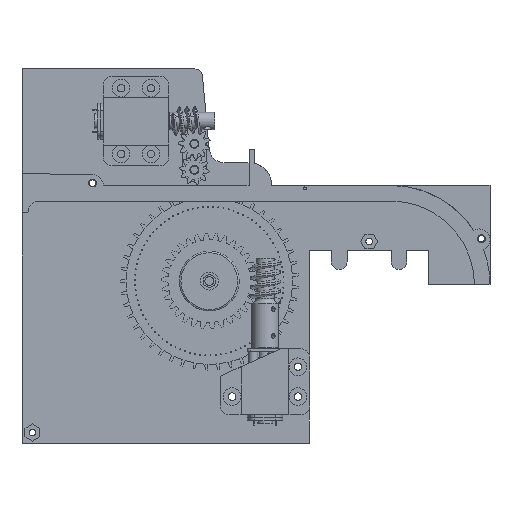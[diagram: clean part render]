
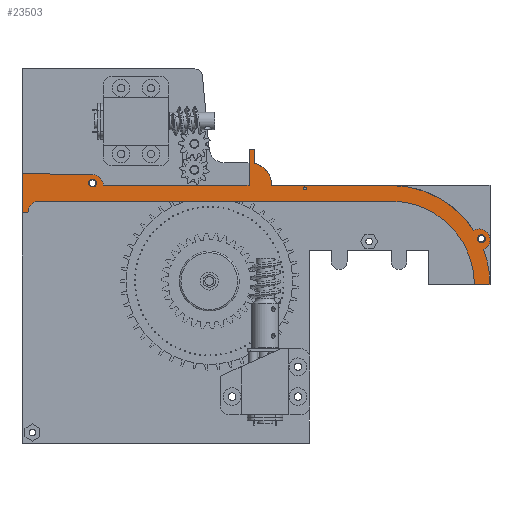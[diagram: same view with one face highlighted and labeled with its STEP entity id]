
A CAD part, front view. The second image highlights one B-rep face of the part: STEP entity #23503.
In plain terms, the highlighted planar face has unit normal (0, -1, 0).
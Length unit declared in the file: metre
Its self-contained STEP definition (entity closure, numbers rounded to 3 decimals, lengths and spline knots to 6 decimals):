
#2293=LINE('',#41650,#4568);
#2298=LINE('',#41665,#4573);
#2307=LINE('',#41687,#4582);
#2310=LINE('',#41693,#4585);
#2313=LINE('',#41698,#4588);
#2318=LINE('',#41711,#4593);
#2320=LINE('',#41715,#4595);
#2324=LINE('',#41723,#4599);
#2328=LINE('',#41735,#4603);
#2333=LINE('',#41749,#4608);
#2340=LINE('',#41770,#4615);
#4568=VECTOR('',#31003,1.);
#4573=VECTOR('',#31016,1.);
#4582=VECTOR('',#31035,1.);
#4585=VECTOR('',#31040,1.);
#4588=VECTOR('',#31045,1.);
#4593=VECTOR('',#31058,1.);
#4595=VECTOR('',#31062,1.);
#4599=VECTOR('',#31068,1.);
#4603=VECTOR('',#31080,1.);
#4608=VECTOR('',#31093,1.);
#4615=VECTOR('',#31114,1.);
#5913=PLANE('',#25673);
#11479=ORIENTED_EDGE('',*,*,#15146,.F.);
#11480=ORIENTED_EDGE('',*,*,#15149,.T.);
#11481=ORIENTED_EDGE('',*,*,#15157,.T.);
#11482=ORIENTED_EDGE('',*,*,#15161,.F.);
#11483=ORIENTED_EDGE('',*,*,#15164,.F.);
#11484=ORIENTED_EDGE('',*,*,#15167,.T.);
#11485=ORIENTED_EDGE('',*,*,#15142,.T.);
#11486=ORIENTED_EDGE('',*,*,#15170,.T.);
#11487=ORIENTED_EDGE('',*,*,#15174,.F.);
#11488=ORIENTED_EDGE('',*,*,#15176,.T.);
#11489=ORIENTED_EDGE('',*,*,#15180,.T.);
#11490=ORIENTED_EDGE('',*,*,#15183,.F.);
#11491=ORIENTED_EDGE('',*,*,#15186,.F.);
#11492=ORIENTED_EDGE('',*,*,#15189,.T.);
#11493=ORIENTED_EDGE('',*,*,#15193,.F.);
#11494=ORIENTED_EDGE('',*,*,#15198,.F.);
#11495=ORIENTED_EDGE('',*,*,#15201,.T.);
#11496=ORIENTED_EDGE('',*,*,#15204,.F.);
#11497=ORIENTED_EDGE('',*,*,#15210,.T.);
#11498=ORIENTED_EDGE('',*,*,#15207,.F.);
#11499=ORIENTED_EDGE('',*,*,#15205,.F.);
#11500=ORIENTED_EDGE('',*,*,#15211,.F.);
#15142=EDGE_CURVE('',#17567,#17570,#2293,.T.);
#15146=EDGE_CURVE('',#17574,#17571,#18444,.T.);
#15149=EDGE_CURVE('',#17574,#17576,#2298,.T.);
#15157=EDGE_CURVE('',#17576,#17582,#18446,.T.);
#15161=EDGE_CURVE('',#17584,#17582,#2307,.T.);
#15164=EDGE_CURVE('',#17586,#17584,#2310,.T.);
#15167=EDGE_CURVE('',#17586,#17567,#2313,.T.);
#15170=EDGE_CURVE('',#17570,#17589,#18448,.T.);
#15174=EDGE_CURVE('',#17591,#17589,#2318,.T.);
#15176=EDGE_CURVE('',#17591,#17592,#2320,.T.);
#15180=EDGE_CURVE('',#17592,#17595,#2324,.T.);
#15183=EDGE_CURVE('',#17597,#17595,#18450,.T.);
#15186=EDGE_CURVE('',#17599,#17597,#2328,.T.);
#15189=EDGE_CURVE('',#17599,#17601,#18452,.T.);
#15193=EDGE_CURVE('',#17604,#17601,#2333,.T.);
#15198=EDGE_CURVE('',#17607,#17604,#18454,.T.);
#15201=EDGE_CURVE('',#17607,#17609,#18456,.T.);
#15204=EDGE_CURVE('',#17611,#17609,#2340,.T.);
#15205=EDGE_CURVE('',#17612,#17612,#18457,.T.);
#15207=EDGE_CURVE('',#17614,#17614,#18459,.T.);
#15210=EDGE_CURVE('',#17611,#17571,#18462,.T.);
#15211=EDGE_CURVE('',#17616,#17616,#18463,.T.);
#17567=VERTEX_POINT('',#41644);
#17570=VERTEX_POINT('',#41649);
#17571=VERTEX_POINT('',#41653);
#17574=VERTEX_POINT('',#41658);
#17576=VERTEX_POINT('',#41664);
#17582=VERTEX_POINT('',#41679);
#17584=VERTEX_POINT('',#41686);
#17586=VERTEX_POINT('',#41692);
#17589=VERTEX_POINT('',#41703);
#17591=VERTEX_POINT('',#41710);
#17592=VERTEX_POINT('',#41714);
#17595=VERTEX_POINT('',#41722);
#17597=VERTEX_POINT('',#41728);
#17599=VERTEX_POINT('',#41734);
#17601=VERTEX_POINT('',#41740);
#17604=VERTEX_POINT('',#41748);
#17607=VERTEX_POINT('',#41757);
#17609=VERTEX_POINT('',#41763);
#17611=VERTEX_POINT('',#41769);
#17612=VERTEX_POINT('',#41773);
#17614=VERTEX_POINT('',#41778);
#17616=VERTEX_POINT('',#41786);
#18444=CIRCLE('',#25631,0.0332);
#18446=CIRCLE('',#25636,0.0076);
#18448=CIRCLE('',#25642,0.0036);
#18450=CIRCLE('',#25648,0.004);
#18452=CIRCLE('',#25652,0.028);
#18454=CIRCLE('',#25656,0.0332);
#18456=CIRCLE('',#25659,0.00361);
#18457=CIRCLE('',#25662,0.0013);
#18459=CIRCLE('',#25665,0.0005);
#18462=CIRCLE('',#25669,0.00361);
#18463=CIRCLE('',#25671,0.0013);
#20115=EDGE_LOOP('',(#11479,#11480,#11481,#11482,#11483,#11484,#11485,#11486,
#11487,#11488,#11489,#11490,#11491,#11492,#11493,#11494,#11495,#11496,#11497));
#20116=EDGE_LOOP('',(#11498));
#20117=EDGE_LOOP('',(#11499));
#20118=EDGE_LOOP('',(#11500));
#21861=FACE_BOUND('',#20115,.T.);
#21862=FACE_BOUND('',#20116,.T.);
#21863=FACE_BOUND('',#20117,.T.);
#21864=FACE_BOUND('',#20118,.T.);
#23503=ADVANCED_FACE('',(#21861,#21862,#21863,#21864),#5913,.T.);
#25631=AXIS2_PLACEMENT_3D('',#41659,#31010,#31011);
#25636=AXIS2_PLACEMENT_3D('',#41680,#31028,#31029);
#25642=AXIS2_PLACEMENT_3D('',#41704,#31051,#31052);
#25648=AXIS2_PLACEMENT_3D('',#41729,#31074,#31075);
#25652=AXIS2_PLACEMENT_3D('',#41741,#31086,#31087);
#25656=AXIS2_PLACEMENT_3D('',#41758,#31101,#31102);
#25659=AXIS2_PLACEMENT_3D('',#41764,#31108,#31109);
#25662=AXIS2_PLACEMENT_3D('',#41772,#31117,#31118);
#25665=AXIS2_PLACEMENT_3D('',#41777,#31123,#31124);
#25669=AXIS2_PLACEMENT_3D('',#41783,#31131,#31132);
#25671=AXIS2_PLACEMENT_3D('',#41785,#31135,#31136);
#25673=AXIS2_PLACEMENT_3D('',#41789,#31139,#31140);
#31003=DIRECTION('',(-1.,0.,0.));
#31010=DIRECTION('',(0.,1.,0.));
#31011=DIRECTION('',(0.,0.,-1.));
#31016=DIRECTION('',(-1.,0.,0.));
#31028=DIRECTION('',(0.,-1.,0.));
#31029=DIRECTION('',(0.,0.,-1.));
#31035=DIRECTION('',(0.,0.,-1.));
#31040=DIRECTION('',(1.,0.,0.));
#31045=DIRECTION('',(0.,0.,-1.));
#31051=DIRECTION('',(0.,-1.,0.));
#31052=DIRECTION('',(0.,0.,-1.));
#31058=DIRECTION('',(1.,0.,-0.017));
#31062=DIRECTION('',(0.,0.,-1.));
#31068=DIRECTION('',(1.,0.,0.));
#31074=DIRECTION('',(0.,-1.,0.));
#31075=DIRECTION('',(0.,0.,-1.));
#31080=DIRECTION('',(-1.,0.,0.));
#31086=DIRECTION('',(0.,1.,0.));
#31087=DIRECTION('',(0.,0.,-1.));
#31093=DIRECTION('',(-1.,0.,0.));
#31101=DIRECTION('',(0.,1.,0.));
#31102=DIRECTION('',(0.,0.,-1.));
#31108=DIRECTION('',(0.,-1.,0.));
#31109=DIRECTION('',(0.,0.,-1.));
#31114=DIRECTION('',(0.,0.,-1.));
#31117=DIRECTION('',(0.,-1.,0.));
#31118=DIRECTION('',(0.,0.,-1.));
#31123=DIRECTION('',(0.,-1.,0.));
#31124=DIRECTION('',(0.,0.,-1.));
#31131=DIRECTION('',(0.,-1.,0.));
#31132=DIRECTION('',(0.,0.,-1.));
#31135=DIRECTION('',(0.,-1.,0.));
#31136=DIRECTION('',(0.,0.,-1.));
#31139=DIRECTION('',(0.,-1.,0.));
#31140=DIRECTION('',(1.,0.,0.));
#41644=CARTESIAN_POINT('',(0.028287,0.01275,0.002));
#41649=CARTESIAN_POINT('',(-0.020486,0.01275,0.002));
#41650=CARTESIAN_POINT('',(0.025587,0.01275,0.002));
#41653=CARTESIAN_POINT('',(0.103524,0.01275,-0.013027));
#41658=CARTESIAN_POINT('',(0.075739,0.01275,0.002));
#41659=CARTESIAN_POINT('',(0.075739,0.01275,-0.0312));
#41664=CARTESIAN_POINT('',(0.035887,0.01275,0.002));
#41665=CARTESIAN_POINT('',(0.068094,0.01275,0.002));
#41679=CARTESIAN_POINT('',(0.030287,0.01275,0.009332));
#41680=CARTESIAN_POINT('',(0.028287,0.01275,0.002));
#41686=CARTESIAN_POINT('',(0.030287,0.01275,0.0141));
#41687=CARTESIAN_POINT('',(0.030287,0.01275,0.011716));
#41692=CARTESIAN_POINT('',(0.028287,0.01275,0.0141));
#41693=CARTESIAN_POINT('',(0.029287,0.01275,0.0141));
#41698=CARTESIAN_POINT('',(0.028287,0.01275,0.0035));
#41703=CARTESIAN_POINT('',(-0.024025,0.01275,0.005599));
#41704=CARTESIAN_POINT('',(-0.024086,0.01275,0.002));
#41710=CARTESIAN_POINT('',(-0.047686,0.01275,0.006));
#41711=CARTESIAN_POINT('',(-0.035856,0.01275,0.0058));
#41714=CARTESIAN_POINT('',(-0.047686,0.01275,-0.0072));
#41715=CARTESIAN_POINT('',(-0.047686,0.01275,-0.0006));
#41722=CARTESIAN_POINT('',(-0.045686,0.01275,-0.0072));
#41723=CARTESIAN_POINT('',(-0.046686,0.01275,-0.0072));
#41728=CARTESIAN_POINT('',(-0.041686,0.01275,-0.0032));
#41729=CARTESIAN_POINT('',(-0.041686,0.01275,-0.0072));
#41734=CARTESIAN_POINT('',(0.075739,0.01275,-0.0032));
#41735=CARTESIAN_POINT('',(0.05316,0.01275,-0.0032));
#41740=CARTESIAN_POINT('',(0.103739,0.01275,-0.0312));
#41741=CARTESIAN_POINT('',(0.075739,0.01275,-0.0312));
#41748=CARTESIAN_POINT('',(0.108939,0.01275,-0.0312));
#41749=CARTESIAN_POINT('',(0.108039,0.01275,-0.0312));
#41757=CARTESIAN_POINT('',(0.106792,0.01275,-0.019453));
#41758=CARTESIAN_POINT('',(0.075739,0.01275,-0.0312));
#41763=CARTESIAN_POINT('',(0.108939,0.01275,-0.016312));
#41764=CARTESIAN_POINT('',(0.105333,0.01275,-0.016151));
#41769=CARTESIAN_POINT('',(0.108939,0.01275,-0.015991));
#41770=CARTESIAN_POINT('',(0.108939,0.01275,-0.016151));
#41772=CARTESIAN_POINT('',(-0.024086,0.01275,0.0028));
#41773=CARTESIAN_POINT('',(-0.024086,0.01275,0.0015));
#41777=CARTESIAN_POINT('',(0.046933,0.01275,0.001));
#41778=CARTESIAN_POINT('',(0.046933,0.01275,0.0005));
#41783=CARTESIAN_POINT('',(0.105333,0.01275,-0.016151));
#41785=CARTESIAN_POINT('',(0.106055,0.01275,-0.015804));
#41786=CARTESIAN_POINT('',(0.106055,0.01275,-0.017104));
#41789=CARTESIAN_POINT('',(0.030628,0.01275,-0.0216));
